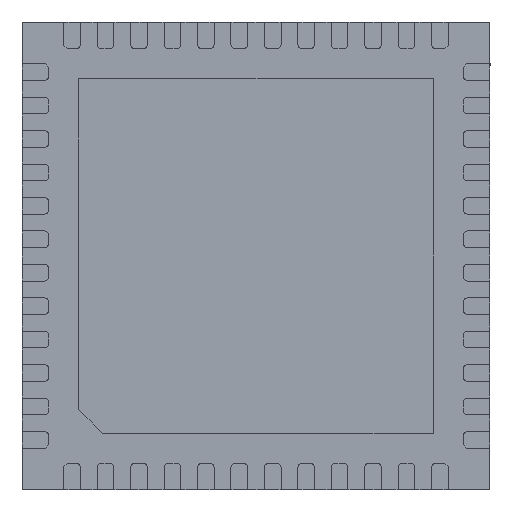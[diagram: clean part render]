
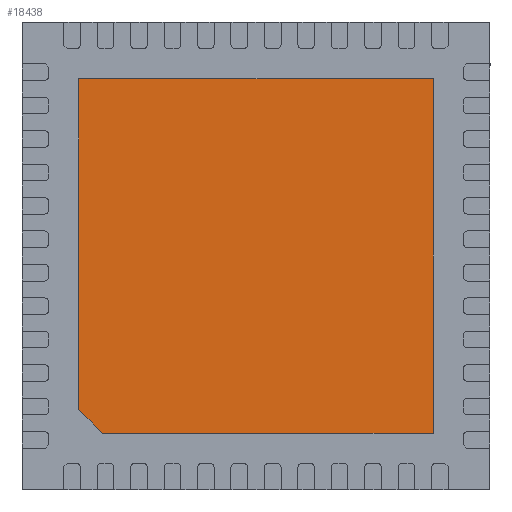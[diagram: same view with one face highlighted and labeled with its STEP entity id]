
A CAD part, front view. The second image highlights one B-rep face of the part: STEP entity #18438.
In plain terms, the highlighted planar face has unit normal (0, -1, 0).
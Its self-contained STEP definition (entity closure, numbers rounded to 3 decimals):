
#2503 = ORIENTED_EDGE ( 'NONE', *, *, #9251, .F. ) ;
#2789 = LINE ( 'NONE', #17552, #5920 ) ;
#3210 = VECTOR ( 'NONE', #4301, 1000. ) ;
#3906 = LINE ( 'NONE', #15261, #6673 ) ;
#3984 = FACE_OUTER_BOUND ( 'NONE', #17635, .T. ) ;
#4301 = DIRECTION ( 'NONE',  ( 1., 0., 0. ) ) ;
#4819 = CARTESIAN_POINT ( 'NONE',  ( 2.65, 0., -2.3 ) ) ;
#5051 = EDGE_CURVE ( 'NONE', #20054, #6717, #2789, .T. ) ;
#5581 = VERTEX_POINT ( 'NONE', #6057 ) ;
#5632 = VECTOR ( 'NONE', #6275, 1000. ) ;
#5920 = VECTOR ( 'NONE', #9573, 1000. ) ;
#6057 = CARTESIAN_POINT ( 'NONE',  ( 2.65, 0., 2.65 ) ) ;
#6175 = LINE ( 'NONE', #19516, #5632 ) ;
#6275 = DIRECTION ( 'NONE',  ( 0., 0., -1. ) ) ;
#6346 = ORIENTED_EDGE ( 'NONE', *, *, #21081, .F. ) ;
#6673 = VECTOR ( 'NONE', #10237, 1000. ) ;
#6717 = VERTEX_POINT ( 'NONE', #7712 ) ;
#6782 = CARTESIAN_POINT ( 'NONE',  ( 2.3, 0., -2.65 ) ) ;
#7249 = CARTESIAN_POINT ( 'NONE',  ( 0., 0., 0. ) ) ;
#7712 = CARTESIAN_POINT ( 'NONE',  ( -2.65, 0., -2.65 ) ) ;
#7779 = EDGE_CURVE ( 'NONE', #5581, #14560, #6175, .T. ) ;
#8242 = ORIENTED_EDGE ( 'NONE', *, *, #5051, .F. ) ;
#9214 = LINE ( 'NONE', #15882, #3210 ) ;
#9251 = EDGE_CURVE ( 'NONE', #6717, #16665, #14812, .T. ) ;
#9573 = DIRECTION ( 'NONE',  ( -1., 0., 0. ) ) ;
#10237 = DIRECTION ( 'NONE',  ( -0.707, 0., -0.707 ) ) ;
#10778 = ORIENTED_EDGE ( 'NONE', *, *, #7779, .F. ) ;
#11299 = VECTOR ( 'NONE', #13280, 1000. ) ;
#11717 = ORIENTED_EDGE ( 'NONE', *, *, #18810, .F. ) ;
#13280 = DIRECTION ( 'NONE',  ( 0., 0., 1. ) ) ;
#14239 = DIRECTION ( 'NONE',  ( 0., 1., 0. ) ) ;
#14560 = VERTEX_POINT ( 'NONE', #4819 ) ;
#14812 = LINE ( 'NONE', #21579, #11299 ) ;
#15261 = CARTESIAN_POINT ( 'NONE',  ( 2.65, 0., -2.3 ) ) ;
#15882 = CARTESIAN_POINT ( 'NONE',  ( 2.65, 0., 2.65 ) ) ;
#16665 = VERTEX_POINT ( 'NONE', #17797 ) ;
#17552 = CARTESIAN_POINT ( 'NONE',  ( 2.3, 0., -2.65 ) ) ;
#17635 = EDGE_LOOP ( 'NONE', ( #2503, #8242, #6346, #10778, #11717 ) ) ;
#17797 = CARTESIAN_POINT ( 'NONE',  ( -2.65, 0., 2.65 ) ) ;
#18438 = ADVANCED_FACE ( 'NONE', ( #3984 ), #19295, .F. ) ;
#18810 = EDGE_CURVE ( 'NONE', #16665, #5581, #9214, .T. ) ;
#19295 = PLANE ( 'NONE',  #19376 ) ;
#19376 = AXIS2_PLACEMENT_3D ( 'NONE', #7249, #14239, #20693 ) ;
#19516 = CARTESIAN_POINT ( 'NONE',  ( 2.65, 0., 2.65 ) ) ;
#20054 = VERTEX_POINT ( 'NONE', #6782 ) ;
#20693 = DIRECTION ( 'NONE',  ( 0., 0., 1. ) ) ;
#21081 = EDGE_CURVE ( 'NONE', #14560, #20054, #3906, .T. ) ;
#21579 = CARTESIAN_POINT ( 'NONE',  ( -2.65, 0., 2.65 ) ) ;
